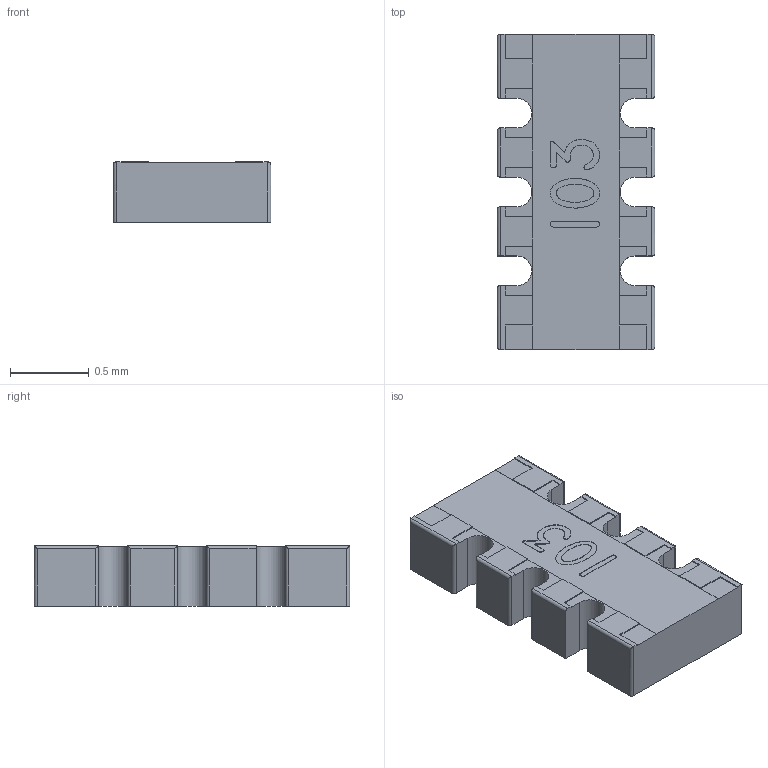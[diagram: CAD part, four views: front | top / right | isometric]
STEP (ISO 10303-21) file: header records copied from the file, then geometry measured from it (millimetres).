
FILE_DESCRIPTION(('FreeCAD Model'),'2;1');
FILE_NAME('Open CASCADE Shape Model','2023-07-20T15:16:24',(''),(''), 'Open CASCADE STEP processor 7.6','FreeCAD','Unknown');
FILE_SCHEMA(('AUTOMOTIVE_DESIGN { 1 0 10303 214 1 1 1 1 }'));
Length unit declared in the file: millimetre
Products named in the file (1): 0402 resistor array v1
Bounding box: 1 x 2 x 0.38 mm (x, y, z)
Volume: 0.7 mm3; surface area: 6.6 mm2
Topology: 1 solids, 1 shells, 172 faces, 467 edges, 301 vertices
Faces by surface type: plane 102, bspline 41, cylinder 29
Entity records: 6408 total; most frequent: CARTESIAN_POINT 1318, ORIENTED_EDGE 934, DIRECTION 692, EDGE_CURVE 467, LINE 342, VECTOR 342, VERTEX_POINT 301, FACE_BOUND 176
